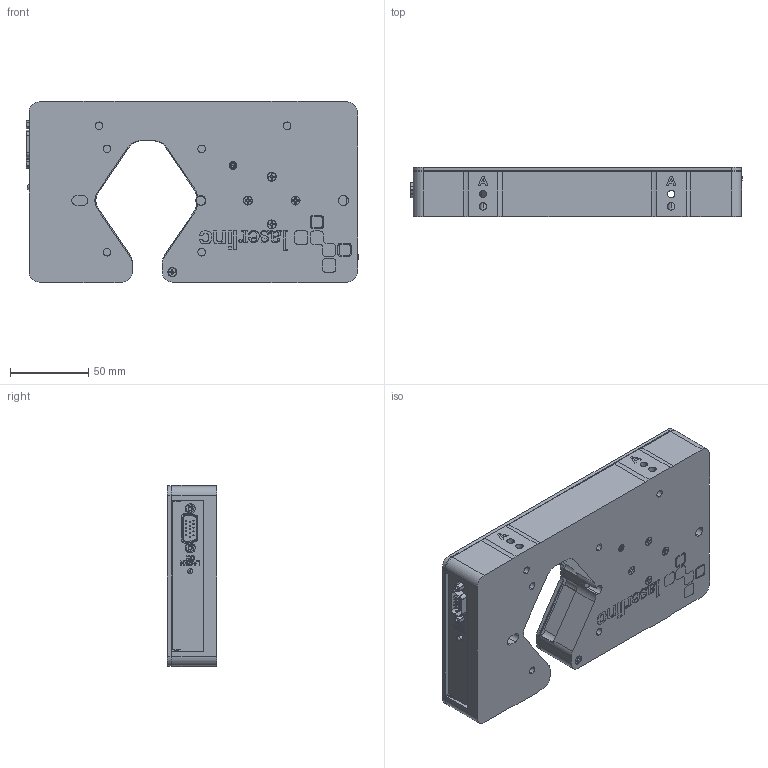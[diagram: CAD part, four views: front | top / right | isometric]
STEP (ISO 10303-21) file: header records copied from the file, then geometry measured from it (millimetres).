
FILE_DESCRIPTION (( 'STEP AP203' ), '1' );
FILE_NAME ('00222-01 TLAser222, Dual-Axis Micrometer.STEP', '2014-10-02T15:54:51', ( 'Mark' ), ( '' ), 'SwSTEP 2.0', 'SolidWorks 2014', '' );
FILE_SCHEMA (( 'CONFIG_CONTROL_DESIGN' ));
Length unit declared in the file: inch
Products named in the file (1): 00222-01 TLAser222, Dual-Axis Micrometer
Bounding box: 212.01 x 31.45 x 116.08 mm (x, y, z)
Surface area: 110055.8 mm2 (no closed solid volume)
Topology: 0 solids, 93 shells, 896 faces, 4074 edges, 3136 vertices
Faces by surface type: plane 500, cylinder 205, cone 144, bspline 40, torus 6, sphere 1
Entity records: 45532 total; most frequent: CARTESIAN_POINT 14057, DIRECTION 6137, ORIENTED_EDGE 5658, EDGE_CURVE 4045, VERTEX_POINT 3136, LINE 2361, VECTOR 2361, AXIS2_PLACEMENT_3D 1888
